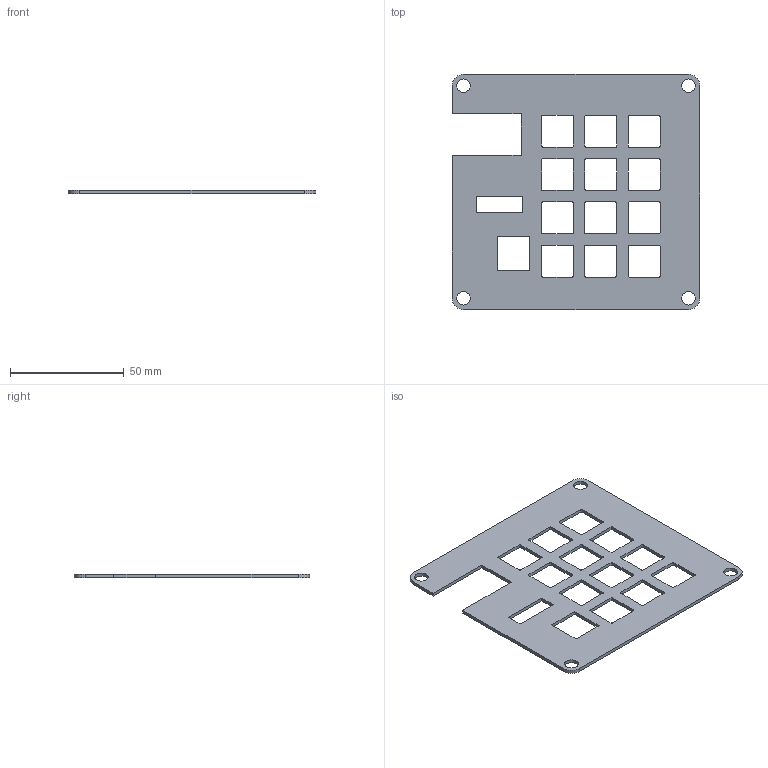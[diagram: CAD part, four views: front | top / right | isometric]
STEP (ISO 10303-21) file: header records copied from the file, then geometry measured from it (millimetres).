
FILE_DESCRIPTION(/* description */ (''),/* implementation_level */ '2;1');
FILE_NAME(/* name */ 'Top #Case.step',/* time_stamp */ '2026-02-10T11:35:58+05:30',/* author */ (''),/* organization */ (''),/* preprocessor_version */ 'ST-DEVELOPER v20.1',/* originating_system */ 'Autodesk Translation Framework v14.24.0.0',/* authorisation */ '');
FILE_SCHEMA (('AUTOMOTIVE_DESIGN { 1 0 10303 214 3 1 1 }'));
Length unit declared in the file: millimetre
Products named in the file (1): 2026-02-10-11-35-58-216
Bounding box: 109 x 103.5 x 1.5 mm (x, y, z)
Volume: 11812 mm3; surface area: 17742.7 mm2
Topology: 1 solids, 1 shells, 122 faces, 360 edges, 240 vertices
Faces by surface type: plane 66, cylinder 56
Full cylindrical faces by diameter (mm): 6 x4
Entity records: 4201 total; most frequent: CARTESIAN_POINT 723, ORIENTED_EDGE 720, DIRECTION 718, EDGE_CURVE 360, LINE 248, VECTOR 248, VERTEX_POINT 240, AXIS2_PLACEMENT_3D 235
